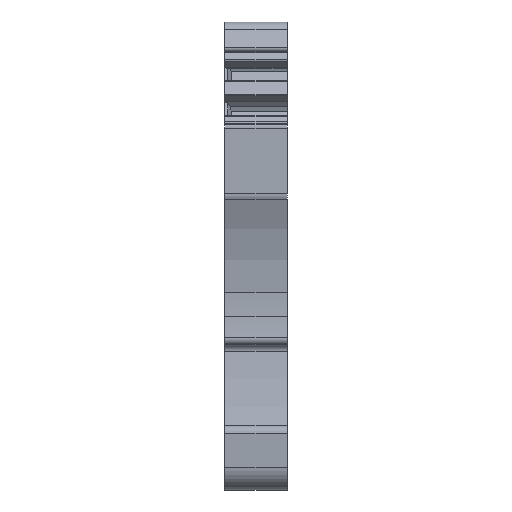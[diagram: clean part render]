
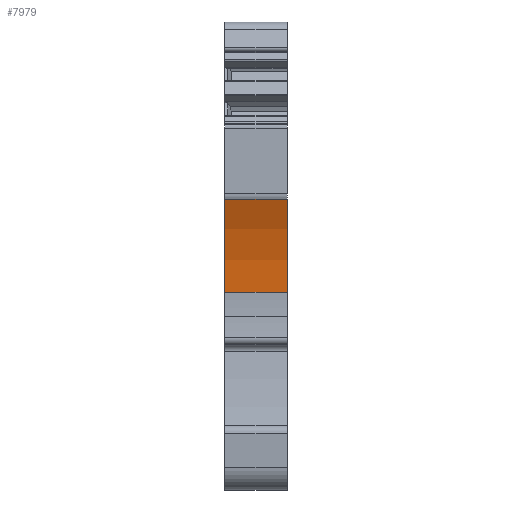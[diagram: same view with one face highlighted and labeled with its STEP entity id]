
A CAD part, front view. The second image highlights one B-rep face of the part: STEP entity #7979.
In plain terms, the highlighted cylindrical face has radius 20 mm (diameter 40 mm), a partial arc.
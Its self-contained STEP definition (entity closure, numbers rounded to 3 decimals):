
#1764=AXIS2_PLACEMENT_3D('Circle Axis2P3D',#1762,#1763,$) ;
#3832=AXIS2_PLACEMENT_3D('Circle Axis2P3D',#3830,#3831,$) ;
#7966=AXIS2_PLACEMENT_3D('Cylinder Axis2P3D',#7963,#7964,#7965) ;
#1759=CARTESIAN_POINT('Vertex',(5.1,0.267,23.842)) ;
#1762=CARTESIAN_POINT('Axis2P3D Location',(5.1,-17.929,15.54)) ;
#1766=CARTESIAN_POINT('Vertex',(5.1,2.06,16.2)) ;
#2616=CARTESIAN_POINT('Vertex',(0.,0.267,23.842)) ;
#3827=CARTESIAN_POINT('Vertex',(0.,2.06,16.2)) ;
#3830=CARTESIAN_POINT('Axis2P3D Location',(0.,-17.929,15.54)) ;
#7951=CARTESIAN_POINT('Line Origine',(2.55,0.267,23.842)) ;
#7963=CARTESIAN_POINT('Axis2P3D Location',(2.55,-17.929,15.54)) ;
#7968=CARTESIAN_POINT('Line Origine',(2.55,2.06,16.2)) ;
#1763=DIRECTION('Axis2P3D Direction',(-1.,0.,0.)) ;
#3831=DIRECTION('Axis2P3D Direction',(-1.,0.,0.)) ;
#7952=DIRECTION('Vector Direction',(-1.,0.,0.)) ;
#7964=DIRECTION('Axis2P3D Direction',(-1.,0.,0.)) ;
#7965=DIRECTION('Axis2P3D XDirection',(0.,-0.999,-0.033)) ;
#7969=DIRECTION('Vector Direction',(-1.,0.,0.)) ;
#7953=VECTOR('Line Direction',#7952,1.) ;
#7970=VECTOR('Line Direction',#7969,1.) ;
#7974=ORIENTED_EDGE('',*,*,#1768,.T.) ;
#7975=ORIENTED_EDGE('',*,*,#7955,.T.) ;
#7976=ORIENTED_EDGE('',*,*,#3834,.F.) ;
#7977=ORIENTED_EDGE('',*,*,#7972,.T.) ;
#7979=ADVANCED_FACE('KLTR 2  ZDU2.5 6-fach.1\\K\X2\00F6\X0\rper.4',(#7978),#7967,.F.) ;
#1765=CIRCLE('generated circle',#1764,20.) ;
#3833=CIRCLE('generated circle',#3832,20.) ;
#7967=CYLINDRICAL_SURFACE('generated cylinder',#7966,20.) ;
#1768=EDGE_CURVE('',#1767,#1760,#1765,.F.) ;
#3834=EDGE_CURVE('',#3828,#2617,#3833,.F.) ;
#7955=EDGE_CURVE('',#1760,#2617,#7954,.T.) ;
#7972=EDGE_CURVE('',#3828,#1767,#7971,.F.) ;
#7973=EDGE_LOOP('',(#7974,#7975,#7976,#7977)) ;
#7978=FACE_OUTER_BOUND('',#7973,.T.) ;
#7954=LINE('Line',#7951,#7953) ;
#7971=LINE('Line',#7968,#7970) ;
#1760=VERTEX_POINT('',#1759) ;
#1767=VERTEX_POINT('',#1766) ;
#2617=VERTEX_POINT('',#2616) ;
#3828=VERTEX_POINT('',#3827) ;
